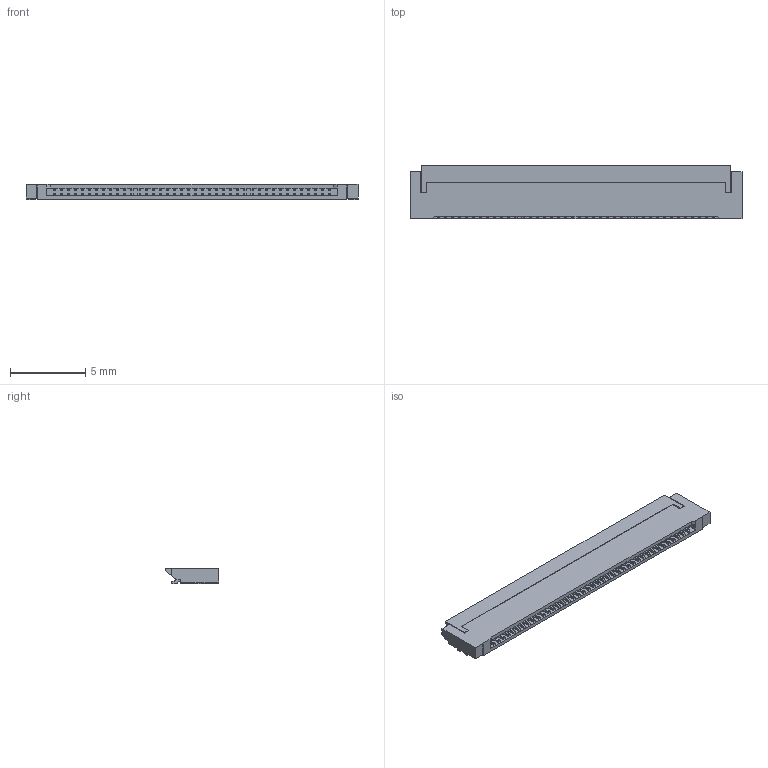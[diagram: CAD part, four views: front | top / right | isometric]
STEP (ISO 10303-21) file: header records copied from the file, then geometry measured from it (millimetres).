
FILE_DESCRIPTION(/* description */ (''),/* implementation_level */ '2;1');
FILE_NAME(/* name */ 'FPC40-1.step',/* time_stamp */ '2022-02-24T20:04:07+08:00',/* author */ (''),/* organization */ (''),/* preprocessor_version */ 'ST-DEVELOPER v18.1',/* originating_system */ 'Autodesk Translation Framework v10.13.0.1454',/* authorisation */ '');
FILE_SCHEMA (('AUTOMOTIVE_DESIGN { 1 0 10303 214 3 1 1 }'));
Length unit declared in the file: millimetre
Products named in the file (1): (未保存)
Bounding box: 22 x 3.54 x 1 mm (x, y, z)
Volume: 56 mm3; surface area: 285.4 mm2
Topology: 1 solids, 1 shells, 1035 faces, 2888 edges, 1896 vertices
Faces by surface type: plane 781, bspline 254
Entity records: 33520 total; most frequent: CARTESIAN_POINT 7418, ORIENTED_EDGE 5776, DIRECTION 4960, EDGE_CURVE 2888, LINE 2380, VECTOR 2380, VERTEX_POINT 1896, AXIS2_PLACEMENT_3D 1290
